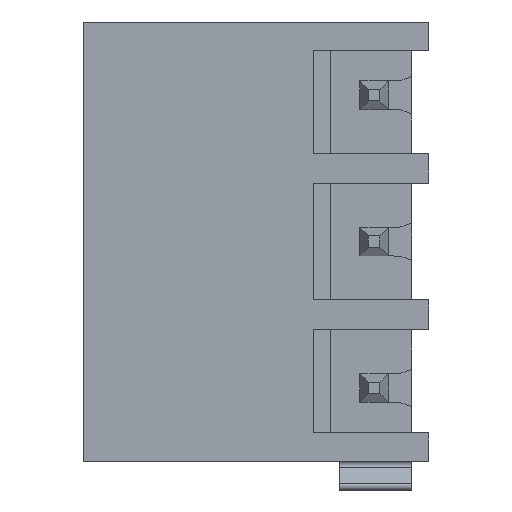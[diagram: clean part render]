
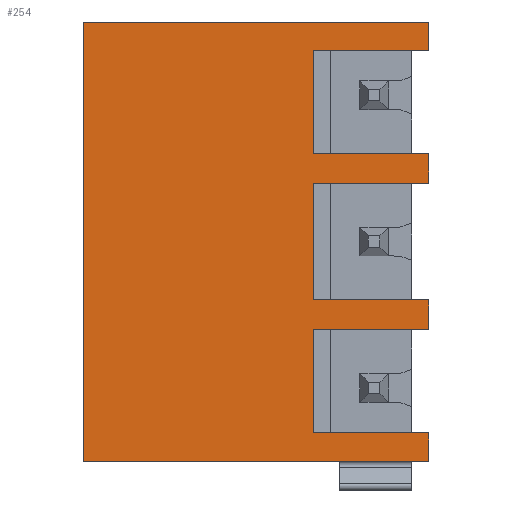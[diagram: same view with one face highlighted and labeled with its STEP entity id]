
A CAD part, front view. The second image highlights one B-rep face of the part: STEP entity #254.
In plain terms, the highlighted planar face has unit normal (0, -1, 0).
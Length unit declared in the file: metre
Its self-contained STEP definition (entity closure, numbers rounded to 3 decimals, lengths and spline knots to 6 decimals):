
#254=ADVANCED_FACE('',(#669),#670,.F.);
#669=FACE_OUTER_BOUND('',#1249,.T.);
#670=PLANE('',#1250);
#1249=EDGE_LOOP('',(#1939,#1940,#1941,#1942,#1943,#1944,#1945,#1946,#1947,#1948,#1949,#1950,#1951,#1952,#1953,#1954));
#1250=AXIS2_PLACEMENT_3D('',#1955,#1956,#1957);
#1939=ORIENTED_EDGE('',*,*,#3599,.T.);
#1940=ORIENTED_EDGE('',*,*,#3600,.T.);
#1941=ORIENTED_EDGE('',*,*,#3601,.F.);
#1942=ORIENTED_EDGE('',*,*,#3602,.T.);
#1943=ORIENTED_EDGE('',*,*,#3603,.T.);
#1944=ORIENTED_EDGE('',*,*,#3604,.F.);
#1945=ORIENTED_EDGE('',*,*,#3568,.F.);
#1946=ORIENTED_EDGE('',*,*,#3605,.F.);
#1947=ORIENTED_EDGE('',*,*,#3606,.T.);
#1948=ORIENTED_EDGE('',*,*,#3607,.T.);
#1949=ORIENTED_EDGE('',*,*,#3608,.F.);
#1950=ORIENTED_EDGE('',*,*,#3609,.T.);
#1951=ORIENTED_EDGE('',*,*,#3610,.T.);
#1952=ORIENTED_EDGE('',*,*,#3611,.T.);
#1953=ORIENTED_EDGE('',*,*,#3612,.F.);
#1954=ORIENTED_EDGE('',*,*,#3613,.F.);
#1955=CARTESIAN_POINT('',(0.243133,0.189167,0.0674));
#1956=DIRECTION('',(0.,1.0,0.));
#1957=DIRECTION('',(1.0,0.,0.));
#3568=EDGE_CURVE('',#4304,#4305,#4306,.T.);
#3599=EDGE_CURVE('',#4359,#4360,#4361,.T.);
#3600=EDGE_CURVE('',#4360,#4362,#4363,.T.);
#3601=EDGE_CURVE('',#4364,#4362,#4365,.T.);
#3602=EDGE_CURVE('',#4364,#4366,#4367,.T.);
#3603=EDGE_CURVE('',#4366,#4368,#4369,.T.);
#3604=EDGE_CURVE('',#4305,#4368,#4370,.T.);
#3605=EDGE_CURVE('',#4371,#4304,#4372,.T.);
#3606=EDGE_CURVE('',#4371,#4373,#4374,.T.);
#3607=EDGE_CURVE('',#4373,#4375,#4376,.T.);
#3608=EDGE_CURVE('',#4377,#4375,#4378,.T.);
#3609=EDGE_CURVE('',#4377,#4379,#4380,.T.);
#3610=EDGE_CURVE('',#4379,#4381,#4382,.T.);
#3611=EDGE_CURVE('',#4381,#4383,#4384,.T.);
#3612=EDGE_CURVE('',#4385,#4383,#4386,.T.);
#3613=EDGE_CURVE('',#4359,#4385,#4387,.T.);
#4304=VERTEX_POINT('',#5352);
#4305=VERTEX_POINT('',#5353);
#4306=LINE('',#5354,#5355);
#4359=VERTEX_POINT('',#5430);
#4360=VERTEX_POINT('',#5431);
#4361=LINE('',#5432,#5433);
#4362=VERTEX_POINT('',#5434);
#4363=LINE('',#5435,#5436);
#4364=VERTEX_POINT('',#5437);
#4365=LINE('',#5438,#5439);
#4366=VERTEX_POINT('',#5440);
#4367=LINE('',#5441,#5442);
#4368=VERTEX_POINT('',#5443);
#4369=LINE('',#5444,#5445);
#4370=LINE('',#5446,#5447);
#4371=VERTEX_POINT('',#5448);
#4372=LINE('',#5449,#5450);
#4373=VERTEX_POINT('',#5451);
#4374=LINE('',#5452,#5453);
#4375=VERTEX_POINT('',#5454);
#4376=LINE('',#5455,#5456);
#4377=VERTEX_POINT('',#5457);
#4378=LINE('',#5458,#5459);
#4379=VERTEX_POINT('',#5460);
#4380=LINE('',#5461,#5462);
#4381=VERTEX_POINT('',#5463);
#4382=LINE('',#5464,#5465);
#4383=VERTEX_POINT('',#5466);
#4384=LINE('',#5467,#5468);
#4385=VERTEX_POINT('',#5469);
#4386=LINE('',#5470,#5471);
#4387=LINE('',#5472,#5473);
#5352=CARTESIAN_POINT('',(0.255133,0.189167,0.05654));
#5353=CARTESIAN_POINT('',(0.251133,0.189167,0.05654));
#5354=CARTESIAN_POINT('',(0.252133,0.189167,0.05654));
#5355=VECTOR('',#6681,1.0);
#5430=CARTESIAN_POINT('',(0.255133,0.189167,0.06722));
#5431=CARTESIAN_POINT('',(0.243133,0.189167,0.06722));
#5432=CARTESIAN_POINT('',(0.243133,0.189167,0.06722));
#5433=VECTOR('',#6710,1.0);
#5434=CARTESIAN_POINT('',(0.243133,0.189167,0.05198));
#5435=CARTESIAN_POINT('',(0.243133,0.189167,0.06236));
#5436=VECTOR('',#6711,1.0);
#5437=CARTESIAN_POINT('',(0.255133,0.189167,0.05198));
#5438=CARTESIAN_POINT('',(0.243133,0.189167,0.05198));
#5439=VECTOR('',#6712,1.0);
#5440=CARTESIAN_POINT('',(0.255133,0.189167,0.05296));
#5441=CARTESIAN_POINT('',(0.255133,0.189167,0.0523));
#5442=VECTOR('',#6713,1.0);
#5443=CARTESIAN_POINT('',(0.251133,0.189167,0.05296));
#5444=CARTESIAN_POINT('',(0.252133,0.189167,0.05296));
#5445=VECTOR('',#6714,1.0);
#5446=CARTESIAN_POINT('',(0.251133,0.189167,0.05022));
#5447=VECTOR('',#6715,1.0);
#5448=CARTESIAN_POINT('',(0.255133,0.189167,0.05758));
#5449=CARTESIAN_POINT('',(0.255133,0.189167,0.05674));
#5450=VECTOR('',#6716,1.0);
#5451=CARTESIAN_POINT('',(0.251133,0.189167,0.05758));
#5452=CARTESIAN_POINT('',(0.252133,0.189167,0.05758));
#5453=VECTOR('',#6717,1.0);
#5454=CARTESIAN_POINT('',(0.251133,0.189167,0.06162));
#5455=CARTESIAN_POINT('',(0.251133,0.189167,0.0624));
#5456=VECTOR('',#6718,1.0);
#5457=CARTESIAN_POINT('',(0.255133,0.189167,0.06162));
#5458=CARTESIAN_POINT('',(0.252133,0.189167,0.06162));
#5459=VECTOR('',#6719,1.0);
#5460=CARTESIAN_POINT('',(0.255133,0.189167,0.06266));
#5461=CARTESIAN_POINT('',(0.255133,0.189167,0.06242));
#5462=VECTOR('',#6720,1.0);
#5463=CARTESIAN_POINT('',(0.251133,0.189167,0.06266));
#5464=CARTESIAN_POINT('',(0.252133,0.189167,0.06266));
#5465=VECTOR('',#6721,1.0);
#5466=CARTESIAN_POINT('',(0.251133,0.189167,0.06624));
#5467=CARTESIAN_POINT('',(0.251133,0.189167,0.06748));
#5468=VECTOR('',#6722,1.0);
#5469=CARTESIAN_POINT('',(0.255133,0.189167,0.06624));
#5470=CARTESIAN_POINT('',(0.252133,0.189167,0.06624));
#5471=VECTOR('',#6723,1.0);
#5472=CARTESIAN_POINT('',(0.255133,0.189167,0.0669));
#5473=VECTOR('',#6724,1.0);
#6681=DIRECTION('',(-1.0,0.,0.));
#6710=DIRECTION('',(-1.0,0.,0.));
#6711=DIRECTION('',(0.,0.,-1.0));
#6712=DIRECTION('',(-1.0,0.,0.));
#6713=DIRECTION('',(0.,0.,1.0));
#6714=DIRECTION('',(-1.0,0.,0.));
#6715=DIRECTION('',(0.,0.,-1.0));
#6716=DIRECTION('',(0.,0.,-1.0));
#6717=DIRECTION('',(-1.0,0.,0.));
#6718=DIRECTION('',(0.,0.,1.0));
#6719=DIRECTION('',(-1.0,0.,0.));
#6720=DIRECTION('',(0.,0.,1.0));
#6721=DIRECTION('',(-1.0,0.,0.));
#6722=DIRECTION('',(0.,0.,1.0));
#6723=DIRECTION('',(-1.0,0.,0.));
#6724=DIRECTION('',(0.,0.,-1.0));
